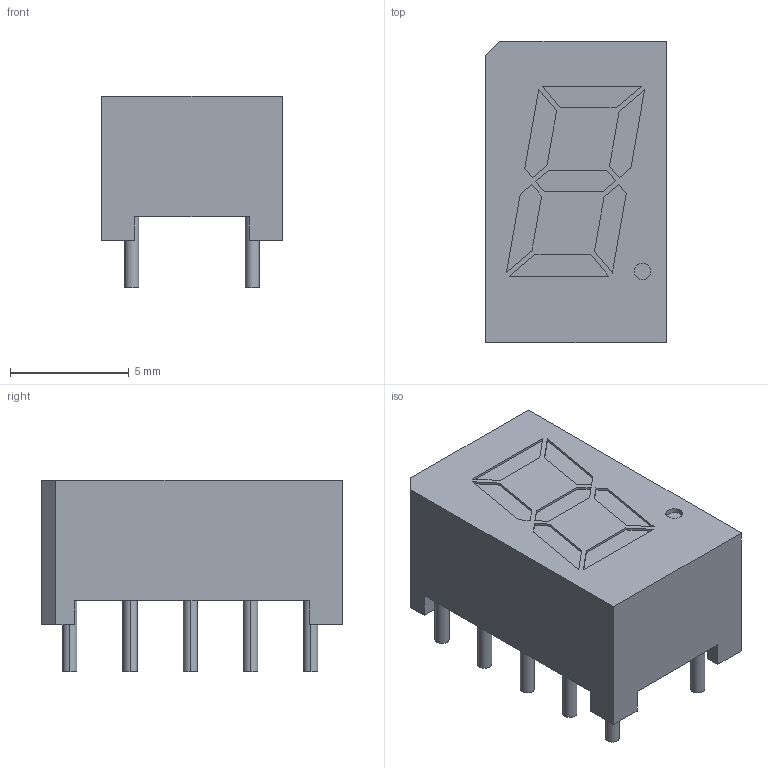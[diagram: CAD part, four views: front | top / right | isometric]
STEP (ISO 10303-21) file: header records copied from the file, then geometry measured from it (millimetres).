
FILE_DESCRIPTION (( 'STEP AP214' ), '1' );
FILE_NAME ('Seven Segment_LSHD-A101.STEP', '2013-08-11T11:54:03', ( '' ), ( '' ), 'SwSTEP 2.0', 'SolidWorks 2011', '' );
FILE_SCHEMA (( 'AUTOMOTIVE_DESIGN' ));
Length unit declared in the file: millimetre
Products named in the file (1): Seven Segment_LSHD-A101
Bounding box: 7.62 x 12.7 x 8.08 mm (x, y, z)
Volume: 502.3 mm3; surface area: 483 mm2
Topology: 1 solids, 1 shells, 101 faces, 243 edges, 162 vertices
Faces by surface type: plane 79, cylinder 22
Entity records: 3384 total; most frequent: CARTESIAN_POINT 507, DIRECTION 491, ORIENTED_EDGE 486, EDGE_CURVE 243, LINE 199, VECTOR 199, VERTEX_POINT 162, AXIS2_PLACEMENT_3D 146
